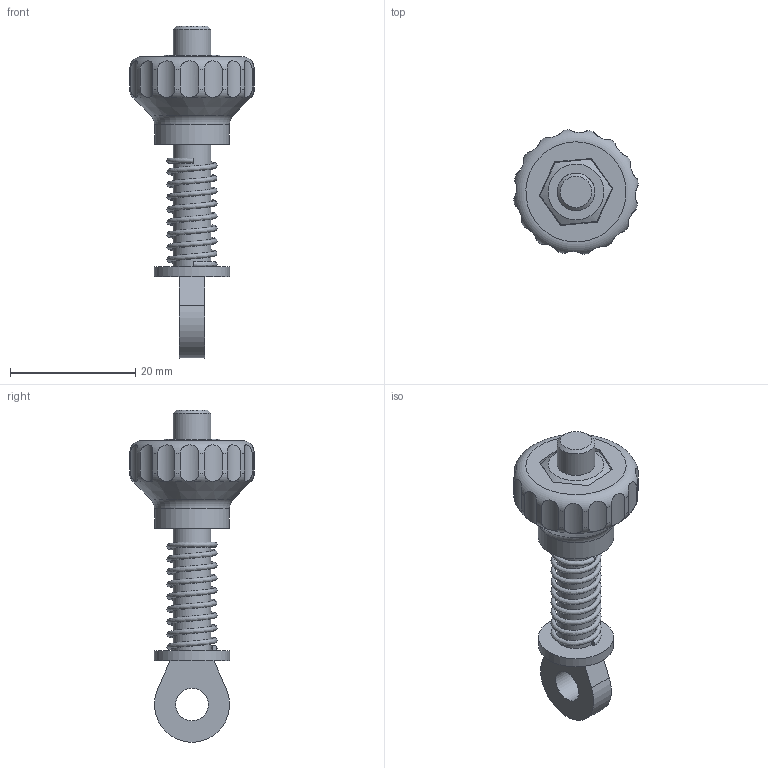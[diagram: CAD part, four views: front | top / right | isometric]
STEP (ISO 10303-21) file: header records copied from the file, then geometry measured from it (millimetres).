
FILE_DESCRIPTION(/* description */ (''),/* implementation_level */ '2;1');
FILE_NAME(/* name */ 'chariot_reglage_angulaire_vis.stp',/* time_stamp */ '2021-03-29T18:28:31+02:00',/* author */ ('Utilisateur'),/* organization */ (''),/* preprocessor_version */ 'ST-DEVELOPER v16.5',/* originating_system */ 'Autodesk Inventor 2017',/* authorisation */ '');
FILE_SCHEMA (('AUTOMOTIVE_DESIGN { 1 0 10303 214 3 1 1 }'));
Length unit declared in the file: millimetre
Products named in the file (6): chariot_reglage_angulaire_vis; chariot_reglage_angulaire_tigefiletee; ISO 7089 - 6 - 140 HV; chariot_reglage_angulaire_ressort1; chariot__reglage_angulaire_manette; ISO 4032 - M6
Assembly tree (5 placements, depth 2):
  chariot_reglage_angulaire_vis
    chariot_reglage_angulaire_tigefiletee
    ISO 7089 - 6 - 140 HV
    chariot_reglage_angulaire_ressort1
    chariot__reglage_angulaire_manette
    ISO 4032 - M6
Bounding box: 19.88 x 19.88 x 52.98 mm (x, y, z)
Volume: 4395 mm3; surface area: 3802.1 mm2
Topology: 5 solids, 5 shells, 80 faces, 198 edges, 129 vertices
Faces by surface type: cylinder 40, plane 30, cone 6, torus 3, bspline 1
Full cylindrical faces by diameter (mm): 4.917 x1, 5.2 x1, 6 x1, 6.4 x1, 6.5 x1, 12 x2
Entity records: 4025 total; most frequent: CARTESIAN_POINT 2082, DIRECTION 372, ORIENTED_EDGE 352, EDGE_CURVE 176, AXIS2_PLACEMENT_3D 151, VERTEX_POINT 123, EDGE_LOOP 105, FACE_OUTER_BOUND 80
